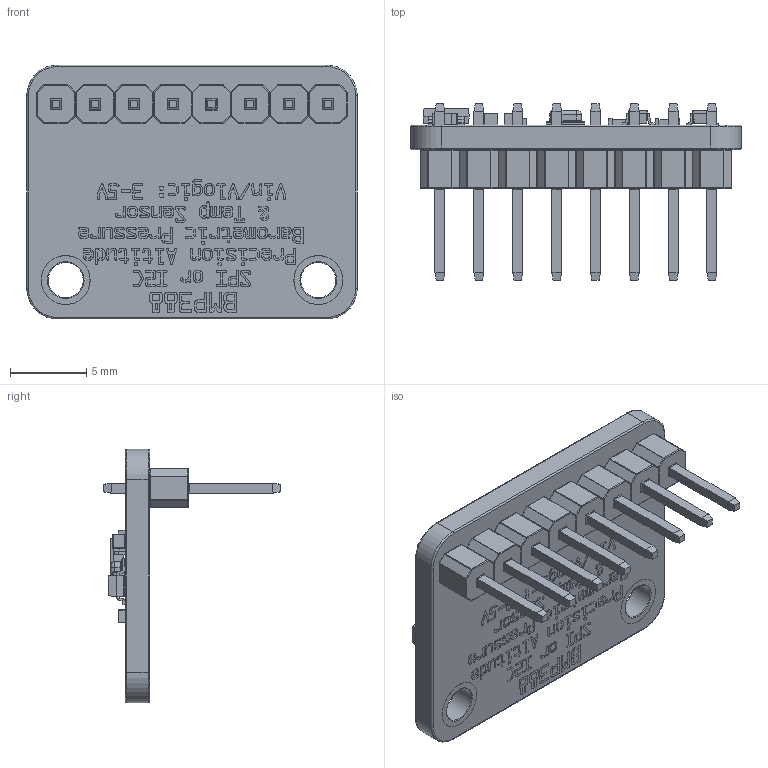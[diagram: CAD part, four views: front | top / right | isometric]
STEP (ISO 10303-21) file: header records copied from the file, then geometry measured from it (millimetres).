
FILE_DESCRIPTION(/* description */ (''),/* implementation_level */ '2;1');
FILE_NAME(/* name */ 'BMP388_breakout .step',/* time_stamp */ '2021-01-02T00:39:09-08:00',/* author */ (''),/* organization */ (''),/* preprocessor_version */ 'ST-DEVELOPER v18.1',/* originating_system */ 'Autodesk Translation Framework v9.7.1.1290',/* authorisation */ '');
FILE_SCHEMA (('AUTOMOTIVE_DESIGN { 1 0 10303 214 3 1 1 }'));
Products named in the file (8): BMP388_breakout; BMP388_carcassa; BMP280___ _________; LDO SOT23; cap0603; Res0603; User Library-SW3dPS-SOT363_Dfaut; MalePinHeader
Assembly tree (19 placements, depth 2):
  BMP388_breakout
    BMP388_carcassa
    BMP280___ _________
    Res0603  x3
    LDO SOT23
    cap0603  x3
    User Library-SW3dPS-SOT363_Dfaut  x2
    MalePinHeader  x8
Bounding box: 21.6 x 11.54 x 16.6 mm (x, y, z)
Volume: 706.2 mm3; surface area: 1421 mm2
Topology: 19 solids, 19 shells, 1507 faces, 5673 edges, 4333 vertices
Faces by surface type: plane 823, cylinder 462, sphere 176, torus 36, bspline 8, cone 2
Full cylindrical faces by diameter (mm): 0.2 x1, 0.25 x2, 0.3 x1, 1.2 x8, 2.3 x2
Entity records: 50722 total; most frequent: CARTESIAN_POINT 20034, ORIENTED_EDGE 7658, DIRECTION 4480, EDGE_CURVE 3829, VERTEX_POINT 3370, LINE 2144, VECTOR 2144, B_SPLINE_CURVE_WITH_KNOTS 1264
